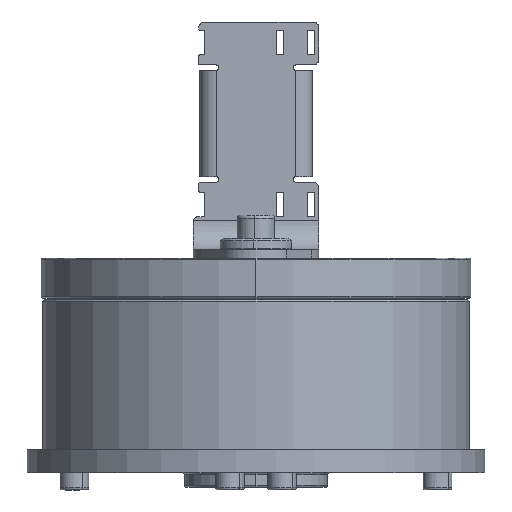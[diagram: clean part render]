
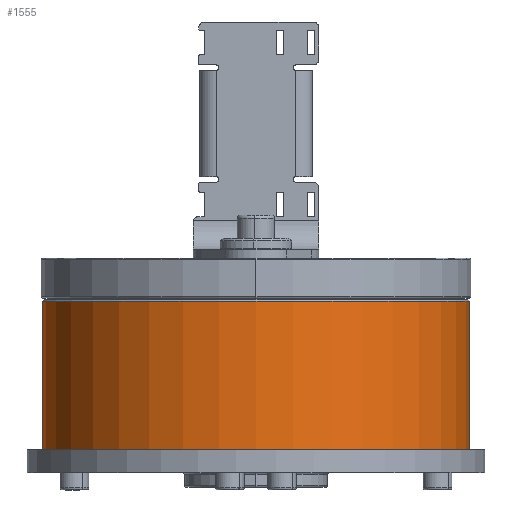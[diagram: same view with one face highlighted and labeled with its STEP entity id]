
A CAD part, left-side view. The second image highlights one B-rep face of the part: STEP entity #1555.
In plain terms, the highlighted cylindrical face has radius 74.5 mm (diameter 149 mm), a partial arc.
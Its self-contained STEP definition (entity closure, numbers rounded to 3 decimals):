
#537 = DIRECTION ( 'NONE',  ( 0., 1., 0. ) ) ;
#900 = VERTEX_POINT ( 'NONE', #4959 ) ;
#1004 = AXIS2_PLACEMENT_3D ( 'NONE', #6240, #5442, #537 ) ;
#1212 = LINE ( 'NONE', #9807, #7302 ) ;
#1372 = DIRECTION ( 'NONE',  ( 0., 0., -1. ) ) ;
#1555 = ADVANCED_FACE ( 'NONE', ( #3778 ), #3419, .T. ) ;
#3116 = CARTESIAN_POINT ( 'NONE',  ( 0., 74.5, 13. ) ) ;
#3226 = EDGE_CURVE ( 'NONE', #900, #3892, #1212, .T. ) ;
#3397 = CIRCLE ( 'NONE', #9147, 74.5 ) ;
#3419 = CYLINDRICAL_SURFACE ( 'NONE', #1004, 74.5 ) ;
#3778 = FACE_OUTER_BOUND ( 'NONE', #10409, .T. ) ;
#3892 = VERTEX_POINT ( 'NONE', #3116 ) ;
#3909 = EDGE_CURVE ( 'NONE', #13042, #3892, #7459, .T. ) ;
#4219 = LINE ( 'NONE', #12844, #12232 ) ;
#4889 = DIRECTION ( 'NONE',  ( 0., 0., -1. ) ) ;
#4890 = ORIENTED_EDGE ( 'NONE', *, *, #3226, .T. ) ;
#4959 = CARTESIAN_POINT ( 'NONE',  ( 0., 74.5, 65. ) ) ;
#5442 = DIRECTION ( 'NONE',  ( 0., 0., -1. ) ) ;
#6077 = VERTEX_POINT ( 'NONE', #9657 ) ;
#6240 = CARTESIAN_POINT ( 'NONE',  ( 0., 0., 65.5 ) ) ;
#6565 = EDGE_CURVE ( 'NONE', #6077, #13042, #4219, .T. ) ;
#6573 = CARTESIAN_POINT ( 'NONE',  ( 0., 0., 13. ) ) ;
#7302 = VECTOR ( 'NONE', #13243, 1000. ) ;
#7459 = CIRCLE ( 'NONE', #9429, 74.5 ) ;
#7706 = DIRECTION ( 'NONE',  ( 0., 1., 0. ) ) ;
#7715 = ORIENTED_EDGE ( 'NONE', *, *, #3909, .F. ) ;
#8208 = CARTESIAN_POINT ( 'NONE',  ( 0., 0., 65. ) ) ;
#9147 = AXIS2_PLACEMENT_3D ( 'NONE', #8208, #1372, #9337 ) ;
#9337 = DIRECTION ( 'NONE',  ( 0., -1., 0. ) ) ;
#9429 = AXIS2_PLACEMENT_3D ( 'NONE', #6573, #14537, #7706 ) ;
#9657 = CARTESIAN_POINT ( 'NONE',  ( 0., -74.5, 65. ) ) ;
#9807 = CARTESIAN_POINT ( 'NONE',  ( 0., 74.5, 65.5 ) ) ;
#10409 = EDGE_LOOP ( 'NONE', ( #12107, #11117, #4890, #7715 ) ) ;
#11117 = ORIENTED_EDGE ( 'NONE', *, *, #13183, .T. ) ;
#12107 = ORIENTED_EDGE ( 'NONE', *, *, #6565, .F. ) ;
#12232 = VECTOR ( 'NONE', #4889, 1000. ) ;
#12475 = CARTESIAN_POINT ( 'NONE',  ( 0., -74.5, 13. ) ) ;
#12844 = CARTESIAN_POINT ( 'NONE',  ( 0., -74.5, 65.5 ) ) ;
#13042 = VERTEX_POINT ( 'NONE', #12475 ) ;
#13183 = EDGE_CURVE ( 'NONE', #6077, #900, #3397, .T. ) ;
#13243 = DIRECTION ( 'NONE',  ( 0., 0., -1. ) ) ;
#14537 = DIRECTION ( 'NONE',  ( 0., 0., -1. ) ) ;
